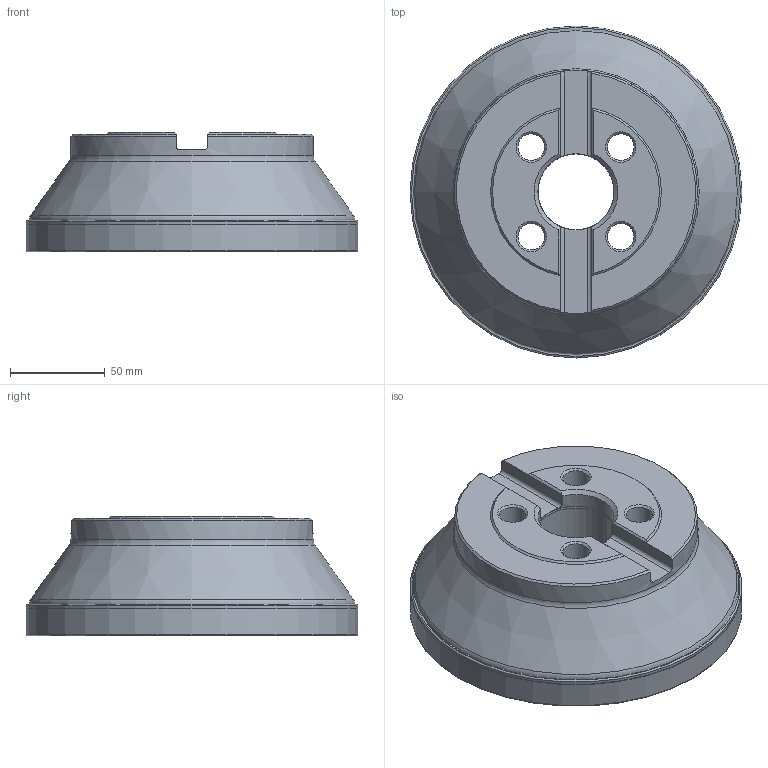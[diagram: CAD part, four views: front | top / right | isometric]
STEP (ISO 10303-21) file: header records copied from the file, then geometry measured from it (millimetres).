
FILE_DESCRIPTION(/* description */ (''),/* implementation_level */ '2;1');
FILE_NAME(/* name */ '175C08R_S90LN16_C_115009244ndi000_00_SIM.stp',/* time_stamp */ '2019-12-05T16:19:15+01:00',/* author */ (''),/* organization */ (''),/* preprocessor_version */ 'ST-DEVELOPER v16.7',/* originating_system */ 'SIEMENS PLM Software NX 12.0',/* authorisation */ '');
FILE_SCHEMA (('AUTOMOTIVE_DESIGN { 1 0 10303 214 3 1 1 1 }'));
Length unit declared in the file: millimetre
Products named in the file (1): fo341184E13F1mdy
Bounding box: 174.92 x 174.92 x 63 mm (x, y, z)
Volume: 951036.8 mm3; surface area: 111826.5 mm2
Topology: 2 solids, 2 shells, 118 faces, 292 edges, 177 vertices
Faces by surface type: cylinder 30, cone 27, revolution 26, plane 21, torus 14
Full cylindrical faces by diameter (mm): 6.4 x4, 14 x4, 20 x4, 40.008 x1, 40.2 x1, 90 x1, 96.928 x1, 128 x1, 171.83 x1
Entity records: 3468 total; most frequent: CARTESIAN_POINT 1019, DIRECTION 492, ORIENTED_EDGE 400, AXIS2_PLACEMENT_3D 213, EDGE_LOOP 200, EDGE_CURVE 200, FACE_BOUND 166, VERTEX_POINT 160
